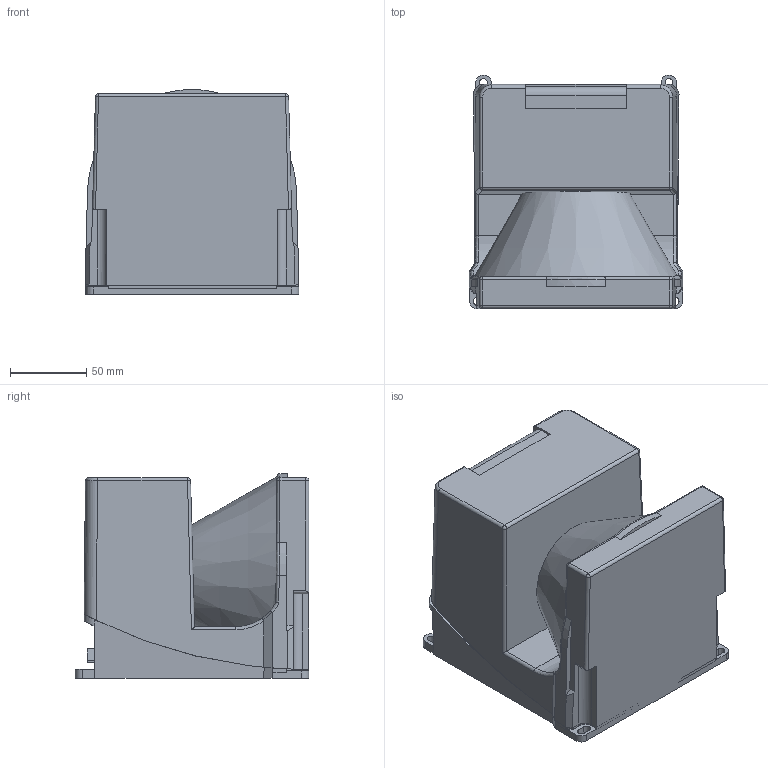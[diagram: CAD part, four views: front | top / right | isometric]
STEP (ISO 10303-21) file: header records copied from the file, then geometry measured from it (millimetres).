
FILE_DESCRIPTION((''),'2;1');
FILE_NAME('151320_SW','2011-05-10T',('banengservice'),('BANNER ENGINEERING'),'PRO/ENGINEER BY PARAMETRIC TECHNOLOGY CORPORATION, 2009141','PRO/ENGINEER BY PARAMETRIC TECHNOLOGY CORPORATION, 2009141','');
FILE_SCHEMA(('CONFIG_CONTROL_DESIGN'));
Length unit declared in the file: inch
Products named in the file (1): 151320_SW
Bounding box: 140.64 x 153.75 x 134.73 mm (x, y, z)
Volume: 1175999.4 mm3; surface area: 205586.7 mm2
Topology: 1 solids, 1 shells, 199 faces, 560 edges, 367 vertices
Faces by surface type: plane 112, cylinder 67, bspline 11, sphere 6, cone 3
Entity records: 7252 total; most frequent: CARTESIAN_POINT 2241, ORIENTED_EDGE 1120, DIRECTION 918, EDGE_CURVE 560, VERTEX_POINT 367, VECTOR 332, LINE 332, AXIS2_PLACEMENT_3D 293
